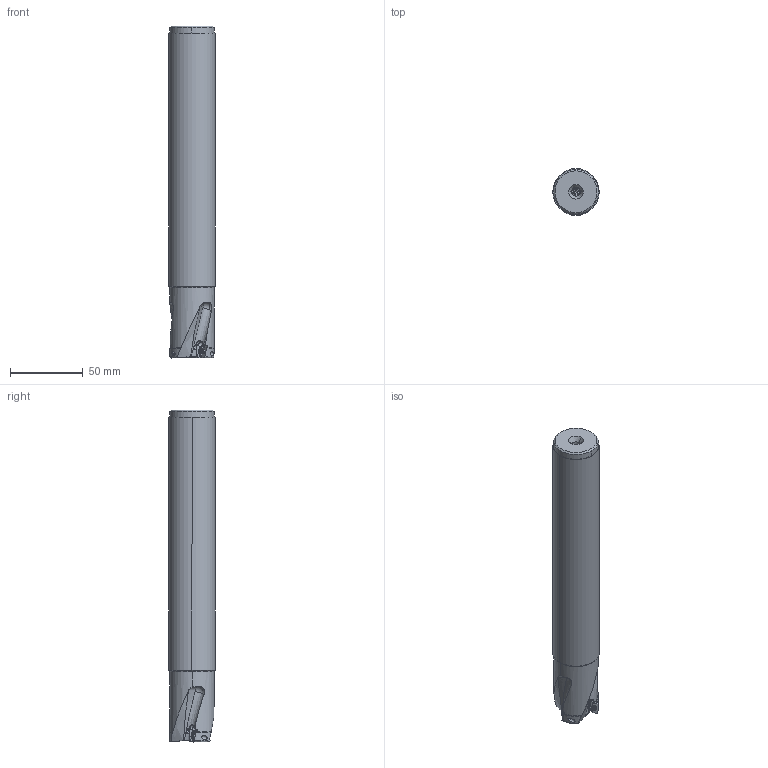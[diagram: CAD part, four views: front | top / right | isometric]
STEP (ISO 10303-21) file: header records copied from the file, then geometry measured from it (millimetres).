
FILE_DESCRIPTION(/* description */ (''),/* implementation_level */ '2;1');
FILE_NAME(/* name */ 'APX3000UR203SA20LA.stp',/* time_stamp */ '2021-09-08T11:45:54+09:00',/* author */ (''),/* organization */ (''),/* preprocessor_version */ 'ST-DEVELOPER v16',/* originating_system */ 'SIEMENS PLM Software NX 10.0',/* authorisation */ '');
FILE_SCHEMA (('AUTOMOTIVE_DESIGN { 1 0 10303 214 3 1 1 1 }'));
Length unit declared in the file: millimetre
Products named in the file (1): APX3000UR203SA20LA_ASM
Bounding box: 31.75 x 31.75 x 227.82 mm (x, y, z)
Volume: 164530.5 mm3; surface area: 28666.1 mm2
Topology: 4 solids, 4 shells, 276 faces, 857 edges, 600 vertices
Faces by surface type: cylinder 118, plane 60, cone 51, torus 20, sphere 18, bspline 9
Entity records: 14958 total; most frequent: CARTESIAN_POINT 7361, ORIENTED_EDGE 1676, DIRECTION 1436, EDGE_CURVE 838, AXIS2_PLACEMENT_3D 609, VERTEX_POINT 575, B_SPLINE_CURVE_WITH_KNOTS 305, EDGE_LOOP 293
